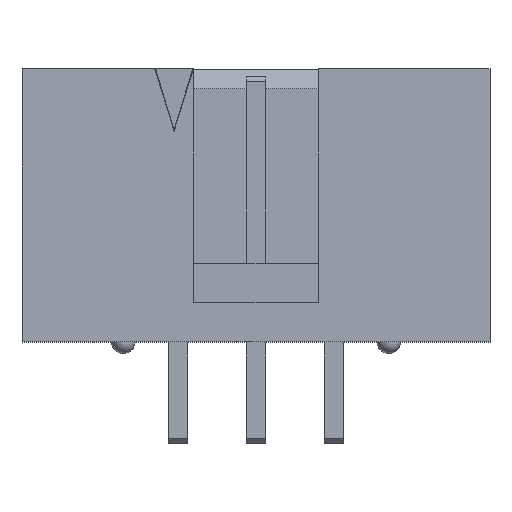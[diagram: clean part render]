
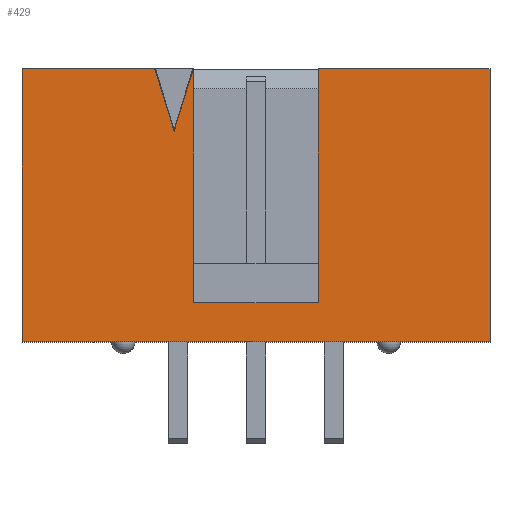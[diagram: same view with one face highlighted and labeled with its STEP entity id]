
A CAD part, top view. The second image highlights one B-rep face of the part: STEP entity #429.
In plain terms, the highlighted planar face has unit normal (0, 0, 1).
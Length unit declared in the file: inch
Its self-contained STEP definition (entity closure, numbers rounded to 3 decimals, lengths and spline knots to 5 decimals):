
#429 = ADVANCED_FACE( '', ( #833 ), #834, .F. );
#833 = FACE_OUTER_BOUND( '', #1221, .T. );
#834 = PLANE( '', #1222 );
#1221 = EDGE_LOOP( '', ( #2337, #2338, #2339, #2340, #2341, #2342, #2343, #2344, #2345, #2346 ) );
#1222 = AXIS2_PLACEMENT_3D( '', #2347, #2348, #2349 );
#2337 = ORIENTED_EDGE( '', *, *, #2871, .F. );
#2338 = ORIENTED_EDGE( '', *, *, #2779, .F. );
#2339 = ORIENTED_EDGE( '', *, *, #2848, .T. );
#2340 = ORIENTED_EDGE( '', *, *, #2868, .T. );
#2341 = ORIENTED_EDGE( '', *, *, #2863, .F. );
#2342 = ORIENTED_EDGE( '', *, *, #2737, .F. );
#2343 = ORIENTED_EDGE( '', *, *, #2850, .T. );
#2344 = ORIENTED_EDGE( '', *, *, #2699, .F. );
#2345 = ORIENTED_EDGE( '', *, *, #2882, .F. );
#2346 = ORIENTED_EDGE( '', *, *, #2672, .F. );
#2347 = CARTESIAN_POINT( '', ( 0.3, 0.35, 0.175 ) );
#2348 = DIRECTION( '', ( 0., 0., -1. ) );
#2349 = DIRECTION( '', ( -1., 0., 0. ) );
#2672 = EDGE_CURVE( '', #3299, #3300, #3301, .T. );
#2699 = EDGE_CURVE( '', #3339, #3341, #3342, .T. );
#2737 = EDGE_CURVE( '', #3391, #3393, #3394, .T. );
#2779 = EDGE_CURVE( '', #3449, #3450, #3451, .T. );
#2848 = EDGE_CURVE( '', #3449, #3532, #3533, .T. );
#2850 = EDGE_CURVE( '', #3391, #3341, #3535, .T. );
#2863 = EDGE_CURVE( '', #3393, #3550, #3551, .T. );
#2868 = EDGE_CURVE( '', #3532, #3550, #3556, .T. );
#2871 = EDGE_CURVE( '', #3450, #3299, #3559, .T. );
#2882 = EDGE_CURVE( '', #3300, #3339, #3570, .T. );
#3299 = VERTEX_POINT( '', #4184 );
#3300 = VERTEX_POINT( '', #4185 );
#3301 = LINE( '', #4186, #4187 );
#3339 = VERTEX_POINT( '', #4245 );
#3341 = VERTEX_POINT( '', #4248 );
#3342 = LINE( '', #4249, #4250 );
#3391 = VERTEX_POINT( '', #4324 );
#3393 = VERTEX_POINT( '', #4327 );
#3394 = LINE( '', #4328, #4329 );
#3449 = VERTEX_POINT( '', #4412 );
#3450 = VERTEX_POINT( '', #4413 );
#3451 = LINE( '', #4414, #4415 );
#3532 = VERTEX_POINT( '', #4535 );
#3533 = LINE( '', #4536, #4537 );
#3535 = LINE( '', #4540, #4541 );
#3550 = VERTEX_POINT( '', #4563 );
#3551 = LINE( '', #4564, #4565 );
#3556 = LINE( '', #4573, #4574 );
#3559 = LINE( '', #4577, #4578 );
#3570 = LINE( '', #4592, #4593 );
#4184 = CARTESIAN_POINT( '', ( -0.08, 0.35, 0.175 ) );
#4185 = CARTESIAN_POINT( '', ( -0.08, 0.05, 0.175 ) );
#4186 = CARTESIAN_POINT( '', ( -0.08, 0.37, 0.175 ) );
#4187 = VECTOR( '', #4810, 39.37008 );
#4245 = CARTESIAN_POINT( '', ( 0.08, 0.05, 0.175 ) );
#4248 = CARTESIAN_POINT( '', ( 0.08, 0.35, 0.175 ) );
#4249 = CARTESIAN_POINT( '', ( 0.08, 0.05, 0.175 ) );
#4250 = VECTOR( '', #4832, 39.37008 );
#4324 = CARTESIAN_POINT( '', ( 0.3, 0.35, 0.175 ) );
#4327 = CARTESIAN_POINT( '', ( 0.3, 0., 0.175 ) );
#4328 = CARTESIAN_POINT( '', ( 0.3, 0.35, 0.175 ) );
#4329 = VECTOR( '', #4859, 39.37008 );
#4412 = CARTESIAN_POINT( '', ( -0.13, 0.35, 0.175 ) );
#4413 = CARTESIAN_POINT( '', ( -0.105, 0.27, 0.175 ) );
#4414 = CARTESIAN_POINT( '', ( -0.13, 0.35, 0.175 ) );
#4415 = VECTOR( '', #4891, 39.37008 );
#4535 = CARTESIAN_POINT( '', ( -0.3, 0.35, 0.175 ) );
#4536 = CARTESIAN_POINT( '', ( 0.3, 0.35, 0.175 ) );
#4537 = VECTOR( '', #4934, 39.37008 );
#4540 = CARTESIAN_POINT( '', ( 0.3, 0.35, 0.175 ) );
#4541 = VECTOR( '', #4936, 39.37008 );
#4563 = CARTESIAN_POINT( '', ( -0.3, 0., 0.175 ) );
#4564 = CARTESIAN_POINT( '', ( 0.3, 0., 0.175 ) );
#4565 = VECTOR( '', #4947, 39.37008 );
#4573 = CARTESIAN_POINT( '', ( -0.3, 0.35, 0.175 ) );
#4574 = VECTOR( '', #4951, 39.37008 );
#4577 = CARTESIAN_POINT( '', ( -0.105, 0.27, 0.175 ) );
#4578 = VECTOR( '', #4952, 39.37008 );
#4592 = CARTESIAN_POINT( '', ( -0.08, 0.05, 0.175 ) );
#4593 = VECTOR( '', #4956, 39.37008 );
#4810 = DIRECTION( '', ( 0., -1., 0. ) );
#4832 = DIRECTION( '', ( 0., 1., 0. ) );
#4859 = DIRECTION( '', ( 0., -1., 0. ) );
#4891 = DIRECTION( '', ( 0.298, -0.954, 0. ) );
#4934 = DIRECTION( '', ( -1., 0., 0. ) );
#4936 = DIRECTION( '', ( -1., 0., 0. ) );
#4947 = DIRECTION( '', ( -1., 0., 0. ) );
#4951 = DIRECTION( '', ( 0., -1., 0. ) );
#4952 = DIRECTION( '', ( 0.298, 0.954, 0. ) );
#4956 = DIRECTION( '', ( 1., 0., 0. ) );
